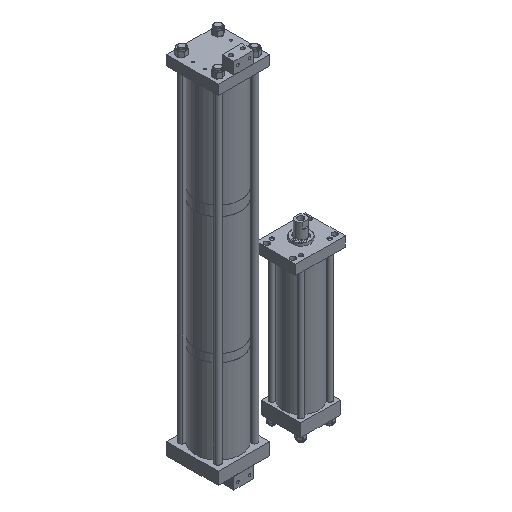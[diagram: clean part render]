
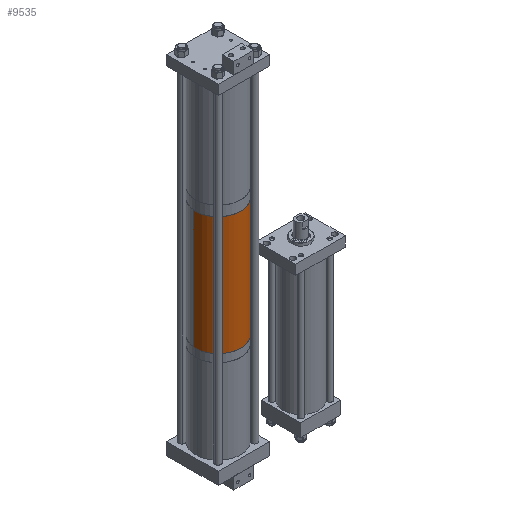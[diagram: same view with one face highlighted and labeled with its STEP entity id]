
A CAD part, isometric view. The second image highlights one B-rep face of the part: STEP entity #9535.
In plain terms, the highlighted cylindrical face has radius 73.025 mm (diameter 146.05 mm), a partial arc.
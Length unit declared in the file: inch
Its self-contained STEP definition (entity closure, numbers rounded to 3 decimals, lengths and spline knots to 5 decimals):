
#12 = CARTESIAN_POINT ( 'NONE',  ( -2.875, 0., 0. ) ) ;
#136 = LINE ( 'NONE', #10017, #7155 ) ;
#257 = ORIENTED_EDGE ( 'NONE', *, *, #5523, .T. ) ;
#332 = VERTEX_POINT ( 'NONE', #12 ) ;
#897 = VECTOR ( 'NONE', #6137, 39.37008 ) ;
#907 = CARTESIAN_POINT ( 'NONE',  ( 2.875, 0., 0. ) ) ;
#1156 = CARTESIAN_POINT ( 'NONE',  ( -2.875, 0., 15.049 ) ) ;
#1365 = DIRECTION ( 'NONE',  ( 0., 0., -1. ) ) ;
#1449 = AXIS2_PLACEMENT_3D ( 'NONE', #10597, #15733, #4369 ) ;
#2613 = FACE_OUTER_BOUND ( 'NONE', #15889, .T. ) ;
#3441 = CARTESIAN_POINT ( 'NONE',  ( 0., 0., 15.049 ) ) ;
#3475 = EDGE_CURVE ( 'NONE', #13432, #12036, #136, .T. ) ;
#3732 = CARTESIAN_POINT ( 'NONE',  ( -2.875, 0., 15.049 ) ) ;
#3750 = CARTESIAN_POINT ( 'NONE',  ( 0., 0., 15.049 ) ) ;
#3875 = ORIENTED_EDGE ( 'NONE', *, *, #3475, .F. ) ;
#4369 = DIRECTION ( 'NONE',  ( 1., 0., 0. ) ) ;
#4941 = DIRECTION ( 'NONE',  ( 0., 0., -1. ) ) ;
#5126 = LINE ( 'NONE', #3732, #897 ) ;
#5523 = EDGE_CURVE ( 'NONE', #9872, #332, #5126, .T. ) ;
#5558 = ORIENTED_EDGE ( 'NONE', *, *, #14038, .F. ) ;
#6137 = DIRECTION ( 'NONE',  ( 0., 0., -1. ) ) ;
#6778 = ORIENTED_EDGE ( 'NONE', *, *, #7444, .T. ) ;
#7155 = VECTOR ( 'NONE', #4941, 39.37008 ) ;
#7444 = EDGE_CURVE ( 'NONE', #332, #12036, #7466, .T. ) ;
#7466 = CIRCLE ( 'NONE', #1449, 2.875 ) ;
#7597 = DIRECTION ( 'NONE',  ( -1., 0., 0. ) ) ;
#7820 = AXIS2_PLACEMENT_3D ( 'NONE', #3441, #16116, #16168 ) ;
#9535 = ADVANCED_FACE ( 'NONE', ( #2613 ), #11994, .T. ) ;
#9872 = VERTEX_POINT ( 'NONE', #1156 ) ;
#10017 = CARTESIAN_POINT ( 'NONE',  ( 2.875, 0., 15.049 ) ) ;
#10597 = CARTESIAN_POINT ( 'NONE',  ( 0., 0., 0. ) ) ;
#11748 = AXIS2_PLACEMENT_3D ( 'NONE', #3750, #1365, #7597 ) ;
#11874 = CIRCLE ( 'NONE', #7820, 2.875 ) ;
#11994 = CYLINDRICAL_SURFACE ( 'NONE', #11748, 2.875 ) ;
#12036 = VERTEX_POINT ( 'NONE', #907 ) ;
#12267 = CARTESIAN_POINT ( 'NONE',  ( 2.875, 0., 15.049 ) ) ;
#13432 = VERTEX_POINT ( 'NONE', #12267 ) ;
#14038 = EDGE_CURVE ( 'NONE', #9872, #13432, #11874, .T. ) ;
#15733 = DIRECTION ( 'NONE',  ( 0., 0., 1. ) ) ;
#15889 = EDGE_LOOP ( 'NONE', ( #3875, #5558, #257, #6778 ) ) ;
#16116 = DIRECTION ( 'NONE',  ( 0., 0., 1. ) ) ;
#16168 = DIRECTION ( 'NONE',  ( 1., 0., 0. ) ) ;
